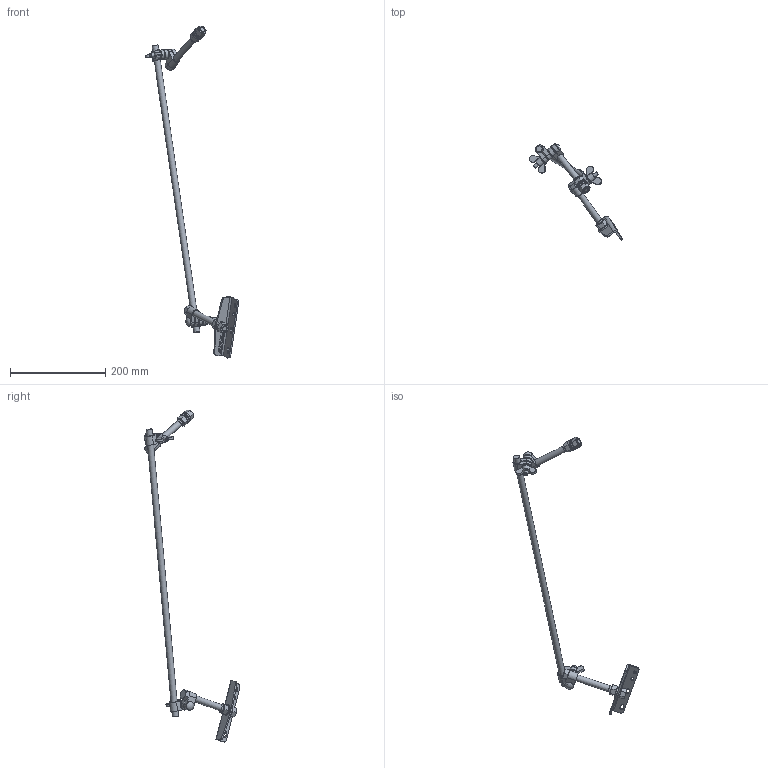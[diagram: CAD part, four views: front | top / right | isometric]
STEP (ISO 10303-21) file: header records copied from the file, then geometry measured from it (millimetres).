
FILE_DESCRIPTION((''),'2;1');
FILE_NAME('9060.stp','2010-02-16T12:35:15',('Dan Preston'),(''),'Autodesk Inventor 2010','Autodesk Inventor 2010','');
FILE_SCHEMA(('AUTOMOTIVE_DESIGN { 1 0 10303 214 1 1 1 1 }'));
Length unit declared in the file: inch
Products named in the file (14): 9060; 900503; 9737-2ft; 900508; 900668; 900668_1; Round Head Square Neck Bolt - Inch 5/16-18 UNC - 2.5; Circular Washer (Inch) 3/8; Type B - Style 1 - Wing Nut - Inch 3/8 - 16; Circular Washer (Inch) 3/8_1; 900508-test bolt; Hex Bolt - Inch 1/2-13 UNC - 5; Helical Spring Lock Washers 0.5; Hex Nut - Inch 1/2 - 13
Assembly tree (21 placements, depth 3):
  9060
    900503
    9737-2ft
    900508  x2
      900668
      900668_1
      Round Head Square Neck Bolt - Inch 5/16-18 UNC - 2.5
      Circular Washer (Inch) 3/8
      Type B - Style 1 - Wing Nut - Inch 3/8 - 16
      Circular Washer (Inch) 3/8_1
      900508-test bolt
    Hex Bolt - Inch 1/2-13 UNC - 5  x2
    Helical Spring Lock Washers 0.5  x4
    Hex Nut - Inch 1/2 - 13  x4
Bounding box: 195.36 x 200.88 x 695.53 mm (x, y, z)
Volume: 200222.9 mm3; surface area: 90889 mm2
Topology: 26 solids, 26 shells, 626 faces, 1478 edges, 914 vertices
Faces by surface type: plane 322, cylinder 131, cone 94, bspline 61, torus 16, sphere 2
Full cylindrical faces by diameter (mm): 6.985 x2, 7.798 x2, 7.938 x4, 10.312 x4, 12.7 x3, 13.081 x2, 13.208 x1, 18.263 x2, 19.05 x2, 20.65 x4
Entity records: 12097 total; most frequent: CARTESIAN_POINT 3448, DIRECTION 1703, ORIENTED_EDGE 1670, EDGE_CURVE 835, AXIS2_PLACEMENT_3D 590, VERTEX_POINT 546, VECTOR 523, LINE 523
